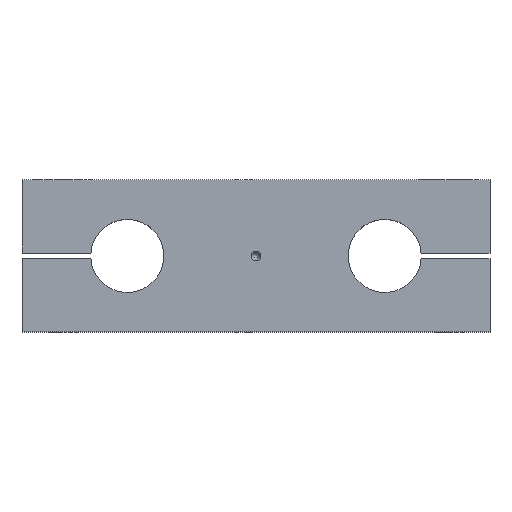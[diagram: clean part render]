
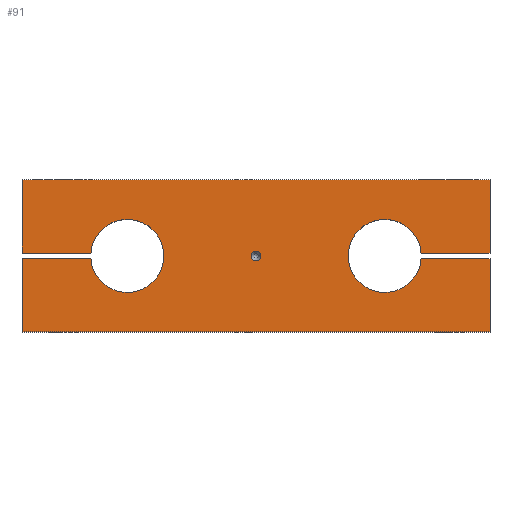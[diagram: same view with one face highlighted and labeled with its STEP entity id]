
A CAD part, top view. The second image highlights one B-rep face of the part: STEP entity #91.
In plain terms, the highlighted planar face has unit normal (0, 0, 1).
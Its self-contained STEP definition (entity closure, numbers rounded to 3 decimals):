
#91 = ADVANCED_FACE( '', ( #201, #202 ), #203, .T. );
#201 = FACE_OUTER_BOUND( '', #319, .T. );
#202 = FACE_BOUND( '', #320, .T. );
#203 = PLANE( '', #321 );
#319 = EDGE_LOOP( '', ( #504, #505, #506, #507, #508, #509, #510, #511, #512, #513, #514, #515 ) );
#320 = EDGE_LOOP( '', ( #516 ) );
#321 = AXIS2_PLACEMENT_3D( '', #517, #518, #519 );
#504 = ORIENTED_EDGE( '', *, *, #605, .T. );
#505 = ORIENTED_EDGE( '', *, *, #610, .T. );
#506 = ORIENTED_EDGE( '', *, *, #652, .T. );
#507 = ORIENTED_EDGE( '', *, *, #635, .T. );
#508 = ORIENTED_EDGE( '', *, *, #653, .F. );
#509 = ORIENTED_EDGE( '', *, *, #654, .T. );
#510 = ORIENTED_EDGE( '', *, *, #623, .T. );
#511 = ORIENTED_EDGE( '', *, *, #644, .T. );
#512 = ORIENTED_EDGE( '', *, *, #641, .T. );
#513 = ORIENTED_EDGE( '', *, *, #655, .T. );
#514 = ORIENTED_EDGE( '', *, *, #649, .F. );
#515 = ORIENTED_EDGE( '', *, *, #613, .T. );
#516 = ORIENTED_EDGE( '', *, *, #626, .F. );
#517 = CARTESIAN_POINT( '', ( 44., 26., 25. ) );
#518 = DIRECTION( '', ( 0., 0., 1. ) );
#519 = DIRECTION( '', ( 1., 0., 0. ) );
#605 = EDGE_CURVE( '', #707, #705, #708, .T. );
#610 = EDGE_CURVE( '', #705, #713, #715, .T. );
#613 = EDGE_CURVE( '', #719, #707, #720, .T. );
#623 = EDGE_CURVE( '', #735, #733, #736, .T. );
#626 = EDGE_CURVE( '', #739, #739, #740, .T. );
#635 = EDGE_CURVE( '', #754, #752, #755, .T. );
#641 = EDGE_CURVE( '', #763, #761, #764, .T. );
#644 = EDGE_CURVE( '', #733, #763, #767, .T. );
#649 = EDGE_CURVE( '', #719, #773, #774, .T. );
#652 = EDGE_CURVE( '', #713, #754, #777, .T. );
#653 = EDGE_CURVE( '', #778, #752, #779, .T. );
#654 = EDGE_CURVE( '', #778, #735, #780, .T. );
#655 = EDGE_CURVE( '', #761, #773, #781, .T. );
#705 = VERTEX_POINT( '', #842 );
#707 = VERTEX_POINT( '', #845 );
#708 = LINE( '', #846, #847 );
#713 = VERTEX_POINT( '', #853 );
#715 = LINE( '', #856, #857 );
#719 = VERTEX_POINT( '', #861 );
#720 = LINE( '', #862, #863 );
#733 = VERTEX_POINT( '', #877 );
#735 = VERTEX_POINT( '', #880 );
#736 = LINE( '', #881, #882 );
#739 = VERTEX_POINT( '', #886 );
#740 = CIRCLE( '', #887, 1.675 );
#752 = VERTEX_POINT( '', #899 );
#754 = VERTEX_POINT( '', #902 );
#755 = LINE( '', #903, #904 );
#761 = VERTEX_POINT( '', #911 );
#763 = VERTEX_POINT( '', #914 );
#764 = LINE( '', #915, #916 );
#767 = LINE( '', #920, #921 );
#773 = VERTEX_POINT( '', #927 );
#774 = CIRCLE( '', #928, 12.5 );
#777 = LINE( '', #932, #933 );
#778 = VERTEX_POINT( '', #934 );
#779 = CIRCLE( '', #935, 12.5 );
#780 = LINE( '', #936, #937 );
#781 = LINE( '', #938, #939 );
#842 = CARTESIAN_POINT( '', ( -80., 0., 25. ) );
#845 = CARTESIAN_POINT( '', ( -80., 25., 25. ) );
#846 = CARTESIAN_POINT( '', ( -80., 25., 25. ) );
#847 = VECTOR( '', #984, 1000. );
#853 = CARTESIAN_POINT( '', ( 80., 0., 25. ) );
#856 = CARTESIAN_POINT( '', ( -80., 0., 25. ) );
#857 = VECTOR( '', #990, 1000. );
#861 = CARTESIAN_POINT( '', ( -56.46, 25., 25. ) );
#862 = CARTESIAN_POINT( '', ( -56.46, 25., 25. ) );
#863 = VECTOR( '', #994, 1000. );
#877 = CARTESIAN_POINT( '', ( 80., 52., 25. ) );
#880 = CARTESIAN_POINT( '', ( 80., 27., 25. ) );
#881 = CARTESIAN_POINT( '', ( 80., 27., 25. ) );
#882 = VECTOR( '', #1009, 1000. );
#886 = CARTESIAN_POINT( '', ( 1.675, 26., 25. ) );
#887 = AXIS2_PLACEMENT_3D( '', #1011, #1012, #1013 );
#899 = CARTESIAN_POINT( '', ( 56.46, 25., 25. ) );
#902 = CARTESIAN_POINT( '', ( 80., 25., 25. ) );
#903 = CARTESIAN_POINT( '', ( 80., 25., 25. ) );
#904 = VECTOR( '', #1027, 1000. );
#911 = CARTESIAN_POINT( '', ( -80., 27., 25. ) );
#914 = CARTESIAN_POINT( '', ( -80., 52., 25. ) );
#915 = CARTESIAN_POINT( '', ( -80., 52., 25. ) );
#916 = VECTOR( '', #1033, 1000. );
#920 = CARTESIAN_POINT( '', ( 80., 52., 25. ) );
#921 = VECTOR( '', #1035, 1000. );
#927 = CARTESIAN_POINT( '', ( -56.46, 27., 25. ) );
#928 = AXIS2_PLACEMENT_3D( '', #1039, #1040, #1041 );
#932 = CARTESIAN_POINT( '', ( 80., 0., 25. ) );
#933 = VECTOR( '', #1043, 1000. );
#934 = CARTESIAN_POINT( '', ( 56.46, 27., 25. ) );
#935 = AXIS2_PLACEMENT_3D( '', #1044, #1045, #1046 );
#936 = CARTESIAN_POINT( '', ( 56.46, 27., 25. ) );
#937 = VECTOR( '', #1047, 1000. );
#938 = CARTESIAN_POINT( '', ( -80., 27., 25. ) );
#939 = VECTOR( '', #1048, 1000. );
#984 = DIRECTION( '', ( 0., -1., 0. ) );
#990 = DIRECTION( '', ( 1., 0., 0. ) );
#994 = DIRECTION( '', ( -1., 0., 0. ) );
#1009 = DIRECTION( '', ( 0., 1., 0. ) );
#1011 = CARTESIAN_POINT( '', ( 0., 26., 25. ) );
#1012 = DIRECTION( '', ( 0., 0., 1. ) );
#1013 = DIRECTION( '', ( 1., 0., 0. ) );
#1027 = DIRECTION( '', ( -1., 0., 0. ) );
#1033 = DIRECTION( '', ( 0., -1., 0. ) );
#1035 = DIRECTION( '', ( -1., 0., 0. ) );
#1039 = CARTESIAN_POINT( '', ( -44., 26., 25. ) );
#1040 = DIRECTION( '', ( 0., 0., 1. ) );
#1041 = DIRECTION( '', ( 1., 0., 0. ) );
#1043 = DIRECTION( '', ( 0., 1., 0. ) );
#1044 = CARTESIAN_POINT( '', ( 44., 26., 25. ) );
#1045 = DIRECTION( '', ( 0., 0., 1. ) );
#1046 = DIRECTION( '', ( 1., 0., 0. ) );
#1047 = DIRECTION( '', ( 1., 0., 0. ) );
#1048 = DIRECTION( '', ( 1., 0., 0. ) );
